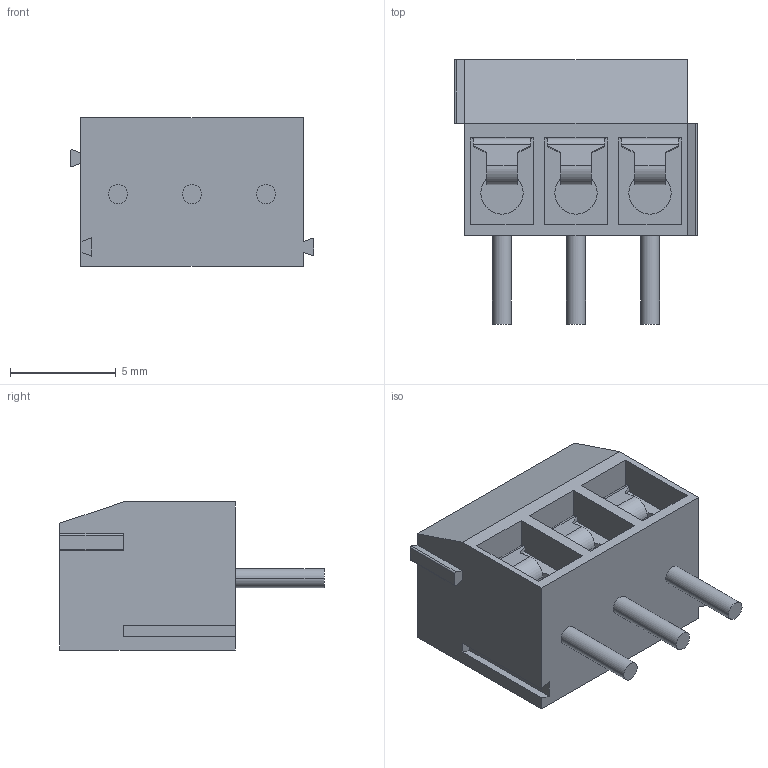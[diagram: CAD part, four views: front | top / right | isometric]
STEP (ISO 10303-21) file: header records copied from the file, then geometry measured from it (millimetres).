
FILE_DESCRIPTION(('STEP AP214'),'1');
FILE_NAME('2311129_1776275-3.stp','2017-05-21T23:36:52',('TraceParts'),('TraceParts S.A.'),'Spatial InterOp 3D',' ',' ');
FILE_SCHEMA(('automotive_design'));
Length unit declared in the file: millimetre
Products named in the file (1): 2311129_1776275-3
Bounding box: 11.5 x 12.5 x 7 mm (x, y, z)
Volume: 524 mm3; surface area: 634.4 mm2
Topology: 1 solids, 1 shells, 186 faces, 495 edges, 320 vertices
Faces by surface type: plane 140, cylinder 40, bspline 6
Entity records: 5888 total; most frequent: CARTESIAN_POINT 1200, ORIENTED_EDGE 990, DIRECTION 931, EDGE_CURVE 495, LINE 397, VECTOR 397, VERTEX_POINT 320, AXIS2_PLACEMENT_3D 267
